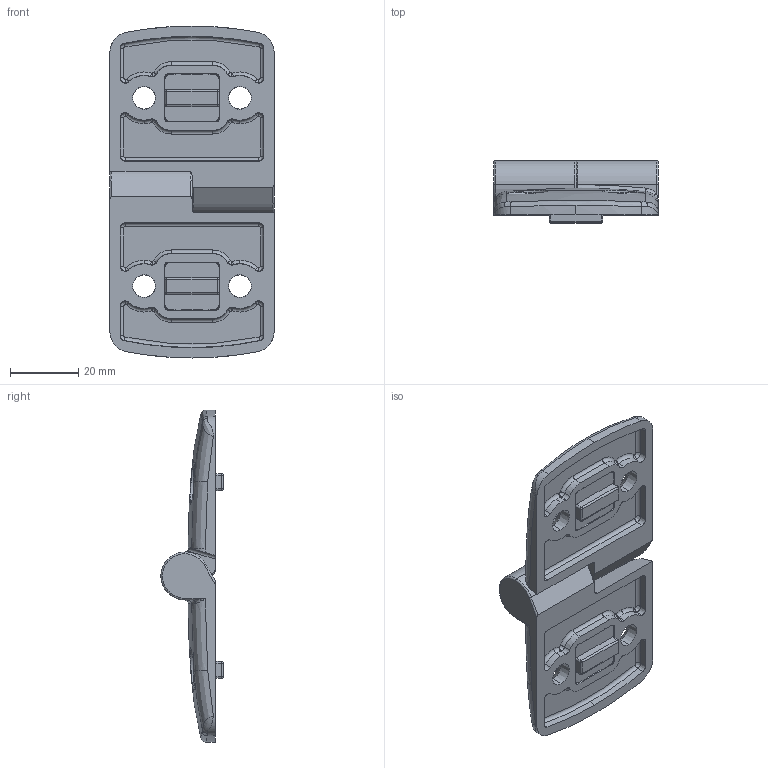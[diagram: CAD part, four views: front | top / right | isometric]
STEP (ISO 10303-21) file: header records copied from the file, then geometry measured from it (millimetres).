
FILE_DESCRIPTION(/* description */ (''),/* implementation_level */ '2;1');
FILE_NAME(/* name */ '615050.stp',/* time_stamp */ '2018-05-31T17:49:22+02:00',/* author */ ('TraceParts'),/* organization */ ('Alutec K&K'),/* preprocessor_version */ 'ST-DEVELOPER v16.1',/* originating_system */ 'Autodesk Inventor 2016',/* authorisation */ '');
FILE_SCHEMA (('AUTOMOTIVE_DESIGN { 1 0 10303 214 3 1 1 }'));
Length unit declared in the file: millimetre
Products named in the file (5): 615050_01; 615050_02; 615050_03; 615050_04; 615050
Assembly tree (4 placements, depth 2):
  615050
    615050_01
    615050_02
    615050_03
    615050_04
Bounding box: 48 x 18.2 x 97 mm (x, y, z)
Volume: 24696.9 mm3; surface area: 15910.5 mm2
Topology: 4 solids, 4 shells, 532 faces, 1296 edges, 752 vertices
Faces by surface type: cylinder 138, bspline 110, cone 108, plane 106, torus 54, sphere 16
Entity records: 18728 total; most frequent: CARTESIAN_POINT 6701, DIRECTION 2550, ORIENTED_EDGE 2532, EDGE_CURVE 1266, AXIS2_PLACEMENT_3D 1033, VERTEX_POINT 752, CIRCLE 602, EDGE_LOOP 550
